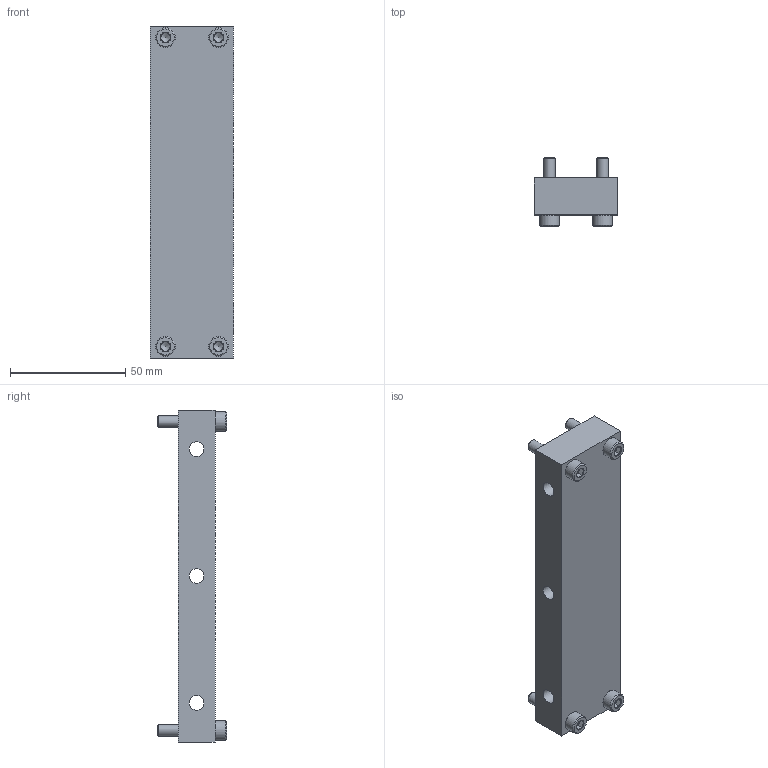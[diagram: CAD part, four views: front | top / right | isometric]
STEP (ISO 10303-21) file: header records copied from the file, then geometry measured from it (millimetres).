
FILE_DESCRIPTION(/* description */ ('STEP AP214'),/* implementation_level */ '2;1');
FILE_NAME(/* name */ '34565_HBEV-20_120',/* time_stamp */ '2024-08-29T01:47:44+02:00',/* author */ ('License CC BY-ND 4.0'),/* organization */ ('CADENAS'),/* preprocessor_version */ 'ST-DEVELOPER v19.3',/* originating_system */ 'PARTsolutions',/* authorisation */ ' ');
FILE_SCHEMA (('AUTOMOTIVE_DESIGN {1 0 10303 214 3 1 1}'));
Length unit declared in the file: millimetre
Products named in the file (3): 34565 HBEV-20/120; 320754 HBEV-20/120---(P1); DIN-912 - M5x25(F)
Assembly tree (5 placements, depth 2):
  34565 HBEV-20/120
    320754 HBEV-20/120---(P1)
    DIN-912 - M5x25(F)  x4
Bounding box: 36 x 30 x 144 mm (x, y, z)
Volume: 78804.3 mm3; surface area: 22002 mm2
Topology: 5 solids, 5 shells, 139 faces, 270 edges, 148 vertices
Faces by surface type: plane 69, cone 52, cylinder 18
Full cylindrical faces by diameter (mm): 4.134 x4, 5 x4, 6.4 x3, 8.5 x4, 13 x3
Entity records: 1414 total; most frequent: DIRECTION 248, CARTESIAN_POINT 232, ORIENTED_EDGE 168, AXIS2_PLACEMENT_3D 109, FACE_BOUND 99, EDGE_LOOP 98, EDGE_CURVE 84, VERTEX_POINT 63
